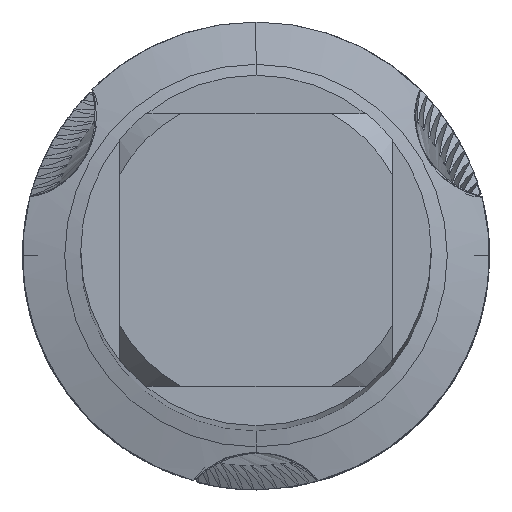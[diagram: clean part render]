
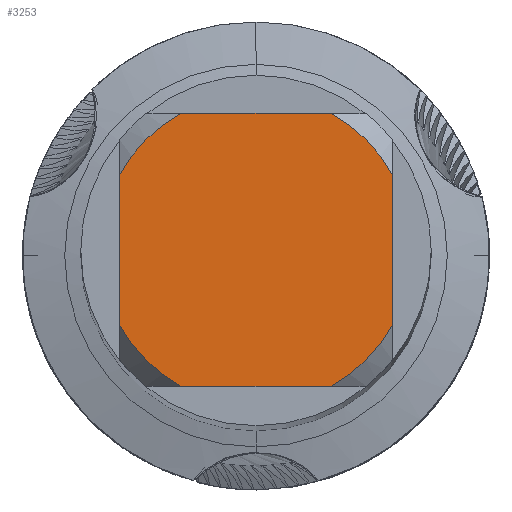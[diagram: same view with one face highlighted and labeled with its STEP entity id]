
A CAD part, top view. The second image highlights one B-rep face of the part: STEP entity #3253.
In plain terms, the highlighted planar face has unit normal (0, 0, 1).
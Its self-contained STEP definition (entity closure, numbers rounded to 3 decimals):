
#1813=VERTEX_POINT('',#5369);
#2011=EDGE_CURVE('',#2133,#2755,#5578,.T.);
#2069=EDGE_CURVE('',#2265,#1813,#5641,.T.);
#2077=EDGE_CURVE('',#4565,#2457,#5650,.T.);
#2133=VERTEX_POINT('',#5710);
#2265=VERTEX_POINT('',#5853);
#2457=VERTEX_POINT('',#6063);
#2681=VERTEX_POINT('',#6306);
#2733=VERTEX_POINT('',#6362);
#2755=VERTEX_POINT('',#6384);
#2951=EDGE_CURVE('',#2681,#2457,#6599,.T.);
#3253=ADVANCED_FACE('',(#6933),#6934,.T.);
#3329=EDGE_CURVE('',#2133,#2733,#7022,.T.);
#3755=EDGE_CURVE('',#4565,#2755,#7491,.T.);
#3857=EDGE_CURVE('',#2265,#2733,#7604,.T.);
#3929=EDGE_CURVE('',#2681,#1813,#7683,.T.);
#4565=VERTEX_POINT('',#8368);
#5369=CARTESIAN_POINT('',(-1.936,3.5,0.0));
#5578=CIRCLE('',#9693,4.0);
#5641=LINE('',#9851,#9852);
#5650=CIRCLE('',#9864,4.0);
#5710=CARTESIAN_POINT('',(3.5,-1.936,0.0));
#5853=CARTESIAN_POINT('',(1.936,3.5,0.0));
#6063=CARTESIAN_POINT('',(-3.5,-1.936,0.0));
#6306=CARTESIAN_POINT('',(-3.5,1.936,0.0));
#6362=CARTESIAN_POINT('',(3.5,1.936,0.0));
#6384=CARTESIAN_POINT('',(1.936,-3.5,0.0));
#6599=LINE('',#12108,#12109);
#6933=FACE_OUTER_BOUND('',#12893,.T.);
#6934=PLANE('',#12894);
#7022=LINE('',#13057,#13058);
#7491=LINE('',#14298,#14299);
#7604=CIRCLE('',#14585,4.0);
#7683=CIRCLE('',#14872,4.0);
#8368=CARTESIAN_POINT('',(-1.936,-3.5,0.0));
#9693=AXIS2_PLACEMENT_3D('',#18500,#18501,#18502);
#9851=CARTESIAN_POINT('',(0.0,3.5,0.0));
#9852=VECTOR('',#18562,1.0);
#9864=AXIS2_PLACEMENT_3D('',#18576,#18577,#18578);
#12108=CARTESIAN_POINT('',(-3.5,1.0,0.0));
#12109=VECTOR('',#19534,1.0);
#12893=EDGE_LOOP('',(#19993,#19994,#19995,#19996,#19997,#19998,#19999,#20000));
#12894=AXIS2_PLACEMENT_3D('',#20001,#20002,#20003);
#13057=CARTESIAN_POINT('',(3.5,1.0,0.0));
#13058=VECTOR('',#20123,1.0);
#14298=CARTESIAN_POINT('',(0.0,-3.5,0.0));
#14299=VECTOR('',#20731,1.0);
#14585=AXIS2_PLACEMENT_3D('',#20854,#20855,#20856);
#14872=AXIS2_PLACEMENT_3D('',#20942,#20943,#20944);
#18500=CARTESIAN_POINT('',(0.0,0.0,0.0));
#18501=DIRECTION('',(0.0,0.0,-1.0));
#18502=DIRECTION('',(0.0,1.0,0.0));
#18562=DIRECTION('',(-1.0,0.0,0.0));
#18576=CARTESIAN_POINT('',(0.0,0.0,0.0));
#18577=DIRECTION('',(0.0,0.0,-1.0));
#18578=DIRECTION('',(0.0,1.0,0.0));
#19534=DIRECTION('',(-0.0,-1.0,0.0));
#19993=ORIENTED_EDGE('',*,*,#2951,.T.);
#19994=ORIENTED_EDGE('',*,*,#2077,.F.);
#19995=ORIENTED_EDGE('',*,*,#3755,.T.);
#19996=ORIENTED_EDGE('',*,*,#2011,.F.);
#19997=ORIENTED_EDGE('',*,*,#3329,.T.);
#19998=ORIENTED_EDGE('',*,*,#3857,.F.);
#19999=ORIENTED_EDGE('',*,*,#2069,.T.);
#20000=ORIENTED_EDGE('',*,*,#3929,.F.);
#20001=CARTESIAN_POINT('',(0.0,2.0,0.0));
#20002=DIRECTION('',(-0.0,0.0,1.0));
#20003=DIRECTION('',(0.0,-1.0,0.0));
#20123=DIRECTION('',(-0.0,1.0,0.0));
#20731=DIRECTION('',(1.0,0.0,0.0));
#20854=CARTESIAN_POINT('',(0.0,0.0,0.0));
#20855=DIRECTION('',(0.0,0.0,-1.0));
#20856=DIRECTION('',(0.0,1.0,0.0));
#20942=CARTESIAN_POINT('',(0.0,0.0,0.0));
#20943=DIRECTION('',(0.0,0.0,-1.0));
#20944=DIRECTION('',(0.0,1.0,0.0));
